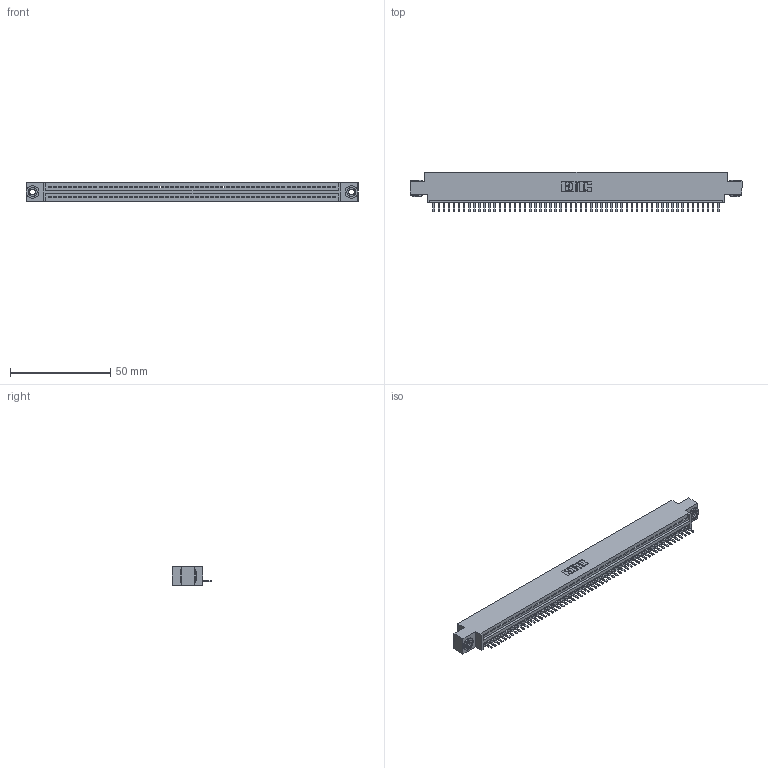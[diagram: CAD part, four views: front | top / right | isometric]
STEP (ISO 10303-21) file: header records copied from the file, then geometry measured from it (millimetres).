
FILE_DESCRIPTION (( 'STEP AP203' ), '1' );
FILE_NAME ('345-057-520-603.STEP', '2019-10-10T12:44:29', ( '' ), ( '' ), 'SwSTEP 2.0', 'SolidWorks 2016', '' );
FILE_SCHEMA (( 'CONFIG_CONTROL_DESIGN' ));
Length unit declared in the file: inch
Products named in the file (4): 345-057-520-603; 345-292-001_345-293-120; 345-250-002_345-250-002-102; 345 Part_0.170 Offset - 0.156 Dia-TH
Assembly tree (60 placements, depth 2):
  345-057-520-603
    345 Part_0.170 Offset - 0.156 Dia-TH
    345-292-001_345-293-120  x57
    345-250-002_345-250-002-102  x2
Bounding box: 165.99 x 19.68 x 9.4 mm (x, y, z)
Volume: 15630.7 mm3; surface area: 20780.3 mm2
Topology: 60 solids, 60 shells, 3702 faces, 10917 edges, 7122 vertices
Faces by surface type: plane 2488, cylinder 1206, cone 8
Entity records: 41776 total; most frequent: CARTESIAN_POINT 7226, ORIENTED_EDGE 7198, DIRECTION 6307, EDGE_CURVE 3599, VECTOR 3211, LINE 3211, VERTEX_POINT 2394, AXIS2_PLACEMENT_3D 1548
